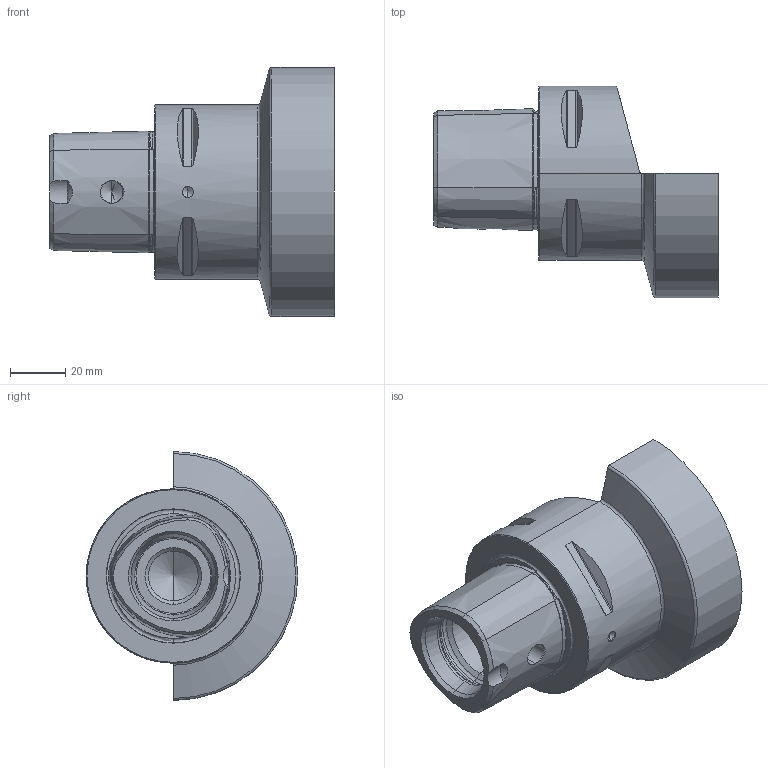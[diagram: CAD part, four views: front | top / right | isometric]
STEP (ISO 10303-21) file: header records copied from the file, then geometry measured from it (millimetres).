
FILE_DESCRIPTION (( 'STEP AP214' ), '1' );
FILE_NAME ('PS6-LDM.090.065_A.STEP', '2017-01-18T09:58:52', ( 'SWIAdmin' ), ( 'Hewlett-Packard Company' ), 'SwSTEP 2.0', 'SolidWorks 2015', '' );
FILE_SCHEMA (( 'AUTOMOTIVE_DESIGN' ));
Length unit declared in the file: millimetre
Products named in the file (1): PS6-LDM.090.065_A
Bounding box: 103 x 76.5 x 90 mm (x, y, z)
Volume: 217703.2 mm3; surface area: 32208.4 mm2
Topology: 1 solids, 1 shells, 125 faces, 299 edges, 176 vertices
Faces by surface type: cone 46, torus 30, cylinder 28, plane 21
Entity records: 4093 total; most frequent: CARTESIAN_POINT 1231, DIRECTION 602, ORIENTED_EDGE 584, EDGE_CURVE 292, AXIS2_PLACEMENT_3D 255, VERTEX_POINT 176, EDGE_LOOP 134, CIRCLE 129
